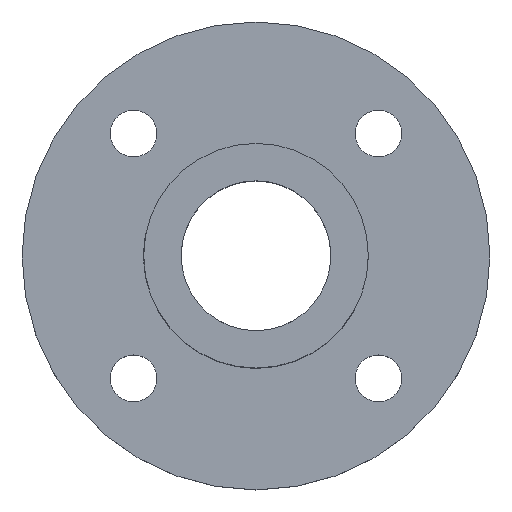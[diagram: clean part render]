
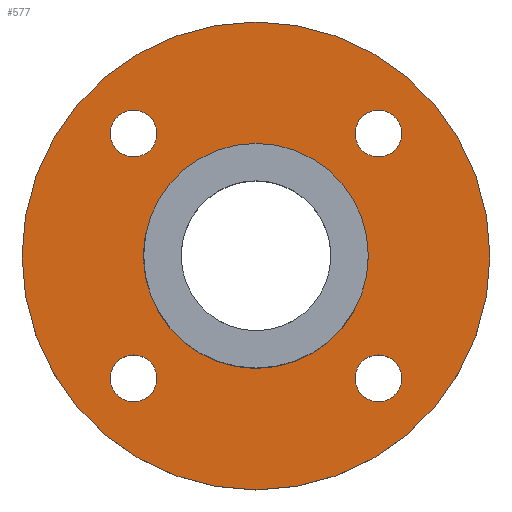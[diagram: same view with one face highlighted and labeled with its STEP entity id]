
A CAD part, top view. The second image highlights one B-rep face of the part: STEP entity #577.
In plain terms, the highlighted planar face has unit normal (0, 0, 1).
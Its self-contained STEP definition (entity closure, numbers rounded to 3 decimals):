
#5 = AXIS2_PLACEMENT_3D ( 'NONE', #335, #496, #279 ) ;
#6 = AXIS2_PLACEMENT_3D ( 'NONE', #180, #176, #390 ) ;
#9 = VERTEX_POINT ( 'NONE', #855 ) ;
#16 = CARTESIAN_POINT ( 'NONE',  ( -15.581, 13.081, 4.5 ) ) ;
#41 = AXIS2_PLACEMENT_3D ( 'NONE', #506, #435, #740 ) ;
#42 = CIRCLE ( 'NONE', #609, 25. ) ;
#48 = DIRECTION ( 'NONE',  ( 1., 0., 0. ) ) ;
#60 = CIRCLE ( 'NONE', #292, 2.5 ) ;
#69 = ORIENTED_EDGE ( 'NONE', *, *, #653, .F. ) ;
#74 = VERTEX_POINT ( 'NONE', #546 ) ;
#81 = VERTEX_POINT ( 'NONE', #169 ) ;
#90 = EDGE_CURVE ( 'NONE', #875, #9, #475, .T. ) ;
#125 = DIRECTION ( 'NONE',  ( 0., 0., 1. ) ) ;
#126 = EDGE_CURVE ( 'NONE', #955, #939, #60, .T. ) ;
#128 = DIRECTION ( 'NONE',  ( 0., 0., 1. ) ) ;
#134 = CARTESIAN_POINT ( 'NONE',  ( -13.081, -13.081, 4.5 ) ) ;
#136 = EDGE_LOOP ( 'NONE', ( #968, #250 ) ) ;
#137 = PLANE ( 'NONE',  #434 ) ;
#139 = CIRCLE ( 'NONE', #831, 2.5 ) ;
#169 = CARTESIAN_POINT ( 'NONE',  ( 15.581, -13.081, 4.5 ) ) ;
#170 = CIRCLE ( 'NONE', #41, 2.5 ) ;
#173 = CARTESIAN_POINT ( 'NONE',  ( -15.581, -13.081, 4.5 ) ) ;
#176 = DIRECTION ( 'NONE',  ( 0., 0., 1. ) ) ;
#180 = CARTESIAN_POINT ( 'NONE',  ( 0., 0., 4.5 ) ) ;
#190 = DIRECTION ( 'NONE',  ( 0., 0., 1. ) ) ;
#222 = AXIS2_PLACEMENT_3D ( 'NONE', #947, #958, #572 ) ;
#227 = ORIENTED_EDGE ( 'NONE', *, *, #90, .F. ) ;
#229 = DIRECTION ( 'NONE',  ( 1., 0., 0. ) ) ;
#236 = AXIS2_PLACEMENT_3D ( 'NONE', #866, #725, #710 ) ;
#244 = FACE_BOUND ( 'NONE', #870, .T. ) ;
#250 = ORIENTED_EDGE ( 'NONE', *, *, #781, .F. ) ;
#275 = ORIENTED_EDGE ( 'NONE', *, *, #626, .T. ) ;
#279 = DIRECTION ( 'NONE',  ( 1., 0., 0. ) ) ;
#292 = AXIS2_PLACEMENT_3D ( 'NONE', #134, #125, #508 ) ;
#302 = ORIENTED_EDGE ( 'NONE', *, *, #444, .F. ) ;
#305 = AXIS2_PLACEMENT_3D ( 'NONE', #989, #775, #229 ) ;
#324 = FACE_BOUND ( 'NONE', #136, .T. ) ;
#325 = DIRECTION ( 'NONE',  ( 0., 0., 1. ) ) ;
#335 = CARTESIAN_POINT ( 'NONE',  ( 13.081, 13.081, 4.5 ) ) ;
#347 = EDGE_CURVE ( 'NONE', #978, #382, #170, .T. ) ;
#355 = DIRECTION ( 'NONE',  ( 1., 0., 0. ) ) ;
#365 = AXIS2_PLACEMENT_3D ( 'NONE', #601, #128, #673 ) ;
#370 = DIRECTION ( 'NONE',  ( 0., 0., 1. ) ) ;
#382 = VERTEX_POINT ( 'NONE', #773 ) ;
#390 = DIRECTION ( 'NONE',  ( 1., 0., 0. ) ) ;
#418 = FACE_BOUND ( 'NONE', #697, .T. ) ;
#430 = CIRCLE ( 'NONE', #365, 12. ) ;
#432 = CIRCLE ( 'NONE', #236, 2.5 ) ;
#434 = AXIS2_PLACEMENT_3D ( 'NONE', #894, #749, #355 ) ;
#435 = DIRECTION ( 'NONE',  ( 0., 0., 1. ) ) ;
#438 = ORIENTED_EDGE ( 'NONE', *, *, #347, .F. ) ;
#444 = EDGE_CURVE ( 'NONE', #841, #74, #550, .T. ) ;
#458 = VERTEX_POINT ( 'NONE', #919 ) ;
#462 = EDGE_LOOP ( 'NONE', ( #275, #764 ) ) ;
#469 = VERTEX_POINT ( 'NONE', #769 ) ;
#475 = CIRCLE ( 'NONE', #6, 12. ) ;
#490 = CARTESIAN_POINT ( 'NONE',  ( -10.581, -13.081, 4.5 ) ) ;
#496 = DIRECTION ( 'NONE',  ( 0., 0., 1. ) ) ;
#505 = CARTESIAN_POINT ( 'NONE',  ( 0., 0., 4.5 ) ) ;
#506 = CARTESIAN_POINT ( 'NONE',  ( -13.081, 13.081, 4.5 ) ) ;
#508 = DIRECTION ( 'NONE',  ( 1., 0., 0. ) ) ;
#512 = DIRECTION ( 'NONE',  ( 1., 0., 0. ) ) ;
#521 = ORIENTED_EDGE ( 'NONE', *, *, #126, .F. ) ;
#528 = EDGE_CURVE ( 'NONE', #382, #978, #432, .T. ) ;
#531 = CARTESIAN_POINT ( 'NONE',  ( 25., 0., 4.5 ) ) ;
#538 = AXIS2_PLACEMENT_3D ( 'NONE', #797, #741, #48 ) ;
#546 = CARTESIAN_POINT ( 'NONE',  ( 10.581, 13.081, 4.5 ) ) ;
#548 = FACE_BOUND ( 'NONE', #743, .T. ) ;
#550 = CIRCLE ( 'NONE', #305, 2.5 ) ;
#572 = DIRECTION ( 'NONE',  ( 1., 0., 0. ) ) ;
#577 = ADVANCED_FACE ( 'NONE', ( #418, #324, #627, #935, #244, #548 ), #137, .T. ) ;
#601 = CARTESIAN_POINT ( 'NONE',  ( 0., 0., 4.5 ) ) ;
#609 = AXIS2_PLACEMENT_3D ( 'NONE', #505, #370, #512 ) ;
#612 = CARTESIAN_POINT ( 'NONE',  ( 13.081, -13.081, 4.5 ) ) ;
#626 = EDGE_CURVE ( 'NONE', #469, #709, #42, .T. ) ;
#627 = FACE_OUTER_BOUND ( 'NONE', #462, .T. ) ;
#639 = CARTESIAN_POINT ( 'NONE',  ( 15.581, 13.081, 4.5 ) ) ;
#651 = CIRCLE ( 'NONE', #222, 2.5 ) ;
#653 = EDGE_CURVE ( 'NONE', #9, #875, #430, .T. ) ;
#673 = DIRECTION ( 'NONE',  ( 1., 0., 0. ) ) ;
#680 = ORIENTED_EDGE ( 'NONE', *, *, #976, .F. ) ;
#697 = EDGE_LOOP ( 'NONE', ( #438, #950 ) ) ;
#698 = CIRCLE ( 'NONE', #538, 2.5 ) ;
#709 = VERTEX_POINT ( 'NONE', #531 ) ;
#710 = DIRECTION ( 'NONE',  ( 1., 0., 0. ) ) ;
#725 = DIRECTION ( 'NONE',  ( 0., 0., 1. ) ) ;
#740 = DIRECTION ( 'NONE',  ( 1., 0., 0. ) ) ;
#741 = DIRECTION ( 'NONE',  ( 0., 0., 1. ) ) ;
#743 = EDGE_LOOP ( 'NONE', ( #69, #227 ) ) ;
#748 = EDGE_LOOP ( 'NONE', ( #820, #302 ) ) ;
#749 = DIRECTION ( 'NONE',  ( 0., 0., 1. ) ) ;
#764 = ORIENTED_EDGE ( 'NONE', *, *, #853, .T. ) ;
#769 = CARTESIAN_POINT ( 'NONE',  ( -25., 0., 4.5 ) ) ;
#773 = CARTESIAN_POINT ( 'NONE',  ( -10.581, 13.081, 4.5 ) ) ;
#775 = DIRECTION ( 'NONE',  ( 0., 0., 1. ) ) ;
#778 = AXIS2_PLACEMENT_3D ( 'NONE', #960, #190, #813 ) ;
#781 = EDGE_CURVE ( 'NONE', #81, #458, #139, .T. ) ;
#797 = CARTESIAN_POINT ( 'NONE',  ( 13.081, -13.081, 4.5 ) ) ;
#813 = DIRECTION ( 'NONE',  ( 1., 0., 0. ) ) ;
#820 = ORIENTED_EDGE ( 'NONE', *, *, #860, .F. ) ;
#831 = AXIS2_PLACEMENT_3D ( 'NONE', #612, #325, #922 ) ;
#841 = VERTEX_POINT ( 'NONE', #639 ) ;
#853 = EDGE_CURVE ( 'NONE', #709, #469, #914, .T. ) ;
#855 = CARTESIAN_POINT ( 'NONE',  ( -12., 0., 4.5 ) ) ;
#860 = EDGE_CURVE ( 'NONE', #74, #841, #877, .T. ) ;
#866 = CARTESIAN_POINT ( 'NONE',  ( -13.081, 13.081, 4.5 ) ) ;
#867 = CARTESIAN_POINT ( 'NONE',  ( 12., 0., 4.5 ) ) ;
#870 = EDGE_LOOP ( 'NONE', ( #680, #521 ) ) ;
#875 = VERTEX_POINT ( 'NONE', #867 ) ;
#877 = CIRCLE ( 'NONE', #5, 2.5 ) ;
#894 = CARTESIAN_POINT ( 'NONE',  ( 0., 0., 4.5 ) ) ;
#905 = EDGE_CURVE ( 'NONE', #458, #81, #698, .T. ) ;
#914 = CIRCLE ( 'NONE', #778, 25. ) ;
#919 = CARTESIAN_POINT ( 'NONE',  ( 10.581, -13.081, 4.5 ) ) ;
#922 = DIRECTION ( 'NONE',  ( 1., 0., 0. ) ) ;
#935 = FACE_BOUND ( 'NONE', #748, .T. ) ;
#939 = VERTEX_POINT ( 'NONE', #173 ) ;
#947 = CARTESIAN_POINT ( 'NONE',  ( -13.081, -13.081, 4.5 ) ) ;
#950 = ORIENTED_EDGE ( 'NONE', *, *, #528, .F. ) ;
#955 = VERTEX_POINT ( 'NONE', #490 ) ;
#958 = DIRECTION ( 'NONE',  ( 0., 0., 1. ) ) ;
#960 = CARTESIAN_POINT ( 'NONE',  ( 0., 0., 4.5 ) ) ;
#968 = ORIENTED_EDGE ( 'NONE', *, *, #905, .F. ) ;
#976 = EDGE_CURVE ( 'NONE', #939, #955, #651, .T. ) ;
#978 = VERTEX_POINT ( 'NONE', #16 ) ;
#989 = CARTESIAN_POINT ( 'NONE',  ( 13.081, 13.081, 4.5 ) ) ;
